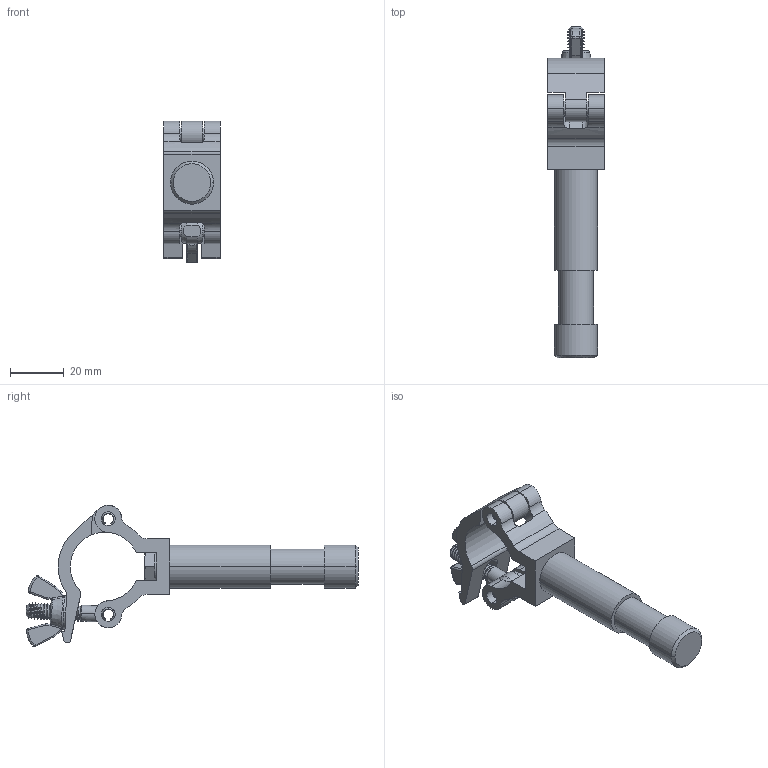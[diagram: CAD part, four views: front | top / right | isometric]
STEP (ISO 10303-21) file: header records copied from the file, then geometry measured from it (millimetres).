
FILE_DESCRIPTION (( 'STEP AP203' ), '1' );
FILE_NAME ('T58894 & T5889401.STEP', '2018-08-13T14:14:58', ( '' ), ( '' ), 'SwSTEP 2.0', 'SolidWorks 2016', '' );
FILE_SCHEMA (( 'CONFIG_CONTROL_DESIGN' ));
Length unit declared in the file: millimetre
Products named in the file (12): TH2010; F880_F880 M6 Wing Nut; T73391; TH133; F772; TH1748; T78015; Hex Screw GradeC_Doughty Fastners_ISO 4018 - M6 x 16-WS; TH655_TH655; TH2009_21MM WIDE; T58894 & T5889401; B Washer_Bright washer BS 4320 - M6 (Form B)
Assembly tree (12 placements, depth 3):
  T58894 & T5889401
    TH655_TH655
      TH2010
    TH133
      TH2009_21MM WIDE
    T78015
      TH1748
      B Washer_Bright washer BS 4320 - M6 (Form B)
      F880_F880 M6 Wing Nut
    F772  x2
    Hex Screw GradeC_Doughty Fastners_ISO 4018 - M6 x 16-WS
    T73391
Bounding box: 20.9 x 123.3 x 52.51 mm (x, y, z)
Volume: 26362.4 mm3; surface area: 15148.5 mm2
Topology: 9 solids, 9 shells, 623 faces, 1430 edges, 835 vertices
Faces by surface type: cone 214, torus 144, cylinder 141, plane 92, bspline 32
Entity records: 19266 total; most frequent: CARTESIAN_POINT 4048, DIRECTION 3262, ORIENTED_EDGE 2764, AXIS2_PLACEMENT_3D 1405, EDGE_CURVE 1382, CIRCLE 812, VERTEX_POINT 811, EDGE_LOOP 645
